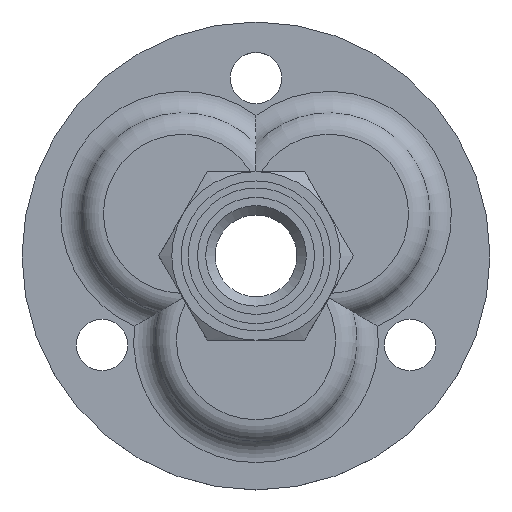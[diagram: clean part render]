
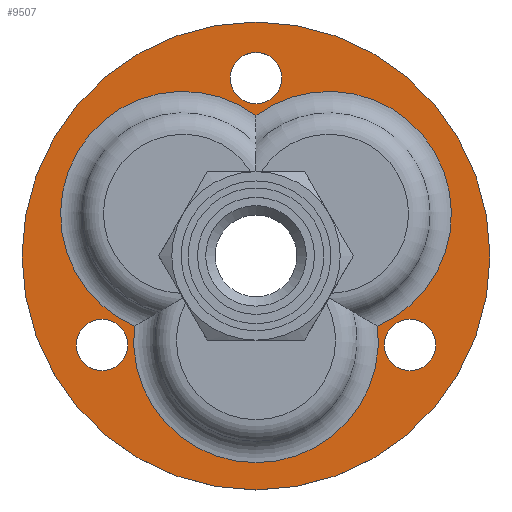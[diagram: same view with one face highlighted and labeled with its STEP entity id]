
A CAD part, top view. The second image highlights one B-rep face of the part: STEP entity #9507.
In plain terms, the highlighted planar face has unit normal (0, 0, 1).
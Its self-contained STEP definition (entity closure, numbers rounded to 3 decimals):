
#171 = AXIS2_PLACEMENT_3D ( 'NONE', #9252, #8119, #9364 ) ;
#339 = VERTEX_POINT ( 'NONE', #3201 ) ;
#798 = EDGE_LOOP ( 'NONE', ( #1354, #9147, #12652 ) ) ;
#971 = CIRCLE ( 'NONE', #13444, 50. ) ;
#1354 = ORIENTED_EDGE ( 'NONE', *, *, #4919, .T. ) ;
#1582 = CARTESIAN_POINT ( 'NONE',  ( 32.909, -19., 5. ) ) ;
#1667 = EDGE_LOOP ( 'NONE', ( #7908 ) ) ;
#1687 = DIRECTION ( 'NONE',  ( 0., 0., -1. ) ) ;
#1768 = AXIS2_PLACEMENT_3D ( 'NONE', #1582, #5210, #11274 ) ;
#1793 = CARTESIAN_POINT ( 'NONE',  ( -15.588, 9., 5. ) ) ;
#1977 = AXIS2_PLACEMENT_3D ( 'NONE', #1793, #1687, #6597 ) ;
#2009 = CARTESIAN_POINT ( 'NONE',  ( 15.588, 9., 5. ) ) ;
#3201 = CARTESIAN_POINT ( 'NONE',  ( 50., 0., 5. ) ) ;
#3281 = AXIS2_PLACEMENT_3D ( 'NONE', #6059, #4706, #13684 ) ;
#3949 = DIRECTION ( 'NONE',  ( 1., 0., 0. ) ) ;
#3959 = CIRCLE ( 'NONE', #1768, 5.5 ) ;
#3972 = CIRCLE ( 'NONE', #171, 5.5 ) ;
#3999 = CARTESIAN_POINT ( 'NONE',  ( -32.909, -19., 5. ) ) ;
#4000 = FACE_BOUND ( 'NONE', #14983, .T. ) ;
#4397 = FACE_BOUND ( 'NONE', #9521, .T. ) ;
#4465 = DIRECTION ( 'NONE',  ( 1., 0., 0. ) ) ;
#4706 = DIRECTION ( 'NONE',  ( 0., 0., 1. ) ) ;
#4919 = EDGE_CURVE ( 'NONE', #15844, #11538, #10799, .T. ) ;
#5210 = DIRECTION ( 'NONE',  ( 0., 0., 1. ) ) ;
#5690 = DIRECTION ( 'NONE',  ( 0., 0., -1. ) ) ;
#5947 = DIRECTION ( 'NONE',  ( 1., 0., 0. ) ) ;
#6015 = ORIENTED_EDGE ( 'NONE', *, *, #11826, .F. ) ;
#6059 = CARTESIAN_POINT ( 'NONE',  ( 0., 0., 5. ) ) ;
#6541 = ORIENTED_EDGE ( 'NONE', *, *, #8682, .F. ) ;
#6597 = DIRECTION ( 'NONE',  ( 1., 0., 0. ) ) ;
#7503 = AXIS2_PLACEMENT_3D ( 'NONE', #2009, #5690, #4465 ) ;
#7642 = FACE_BOUND ( 'NONE', #798, .T. ) ;
#7694 = CARTESIAN_POINT ( 'NONE',  ( -25.993, -15.007, 5. ) ) ;
#7908 = ORIENTED_EDGE ( 'NONE', *, *, #9811, .T. ) ;
#8119 = DIRECTION ( 'NONE',  ( 0., 0., 1. ) ) ;
#8179 = AXIS2_PLACEMENT_3D ( 'NONE', #13283, #14366, #5947 ) ;
#8229 = DIRECTION ( 'NONE',  ( 1., 0., 0. ) ) ;
#8386 = CIRCLE ( 'NONE', #7503, 26.165 ) ;
#8682 = EDGE_CURVE ( 'NONE', #11083, #11083, #9977, .T. ) ;
#9147 = ORIENTED_EDGE ( 'NONE', *, *, #11987, .T. ) ;
#9252 = CARTESIAN_POINT ( 'NONE',  ( 0., 38., 5. ) ) ;
#9309 = CARTESIAN_POINT ( 'NONE',  ( 38.409, -19., 5. ) ) ;
#9364 = DIRECTION ( 'NONE',  ( 1., 0., 0. ) ) ;
#9507 = ADVANCED_FACE ( 'NONE', ( #7642, #4397, #13600, #4000, #14948 ), #10630, .T. ) ;
#9521 = EDGE_LOOP ( 'NONE', ( #11161 ) ) ;
#9739 = VERTEX_POINT ( 'NONE', #14244 ) ;
#9811 = EDGE_CURVE ( 'NONE', #339, #339, #971, .T. ) ;
#9977 = CIRCLE ( 'NONE', #10995, 5.5 ) ;
#10630 = PLANE ( 'NONE',  #3281 ) ;
#10799 = CIRCLE ( 'NONE', #8179, 26.165 ) ;
#10995 = AXIS2_PLACEMENT_3D ( 'NONE', #3999, #15153, #3949 ) ;
#11083 = VERTEX_POINT ( 'NONE', #13107 ) ;
#11161 = ORIENTED_EDGE ( 'NONE', *, *, #15906, .F. ) ;
#11274 = DIRECTION ( 'NONE',  ( 1., 0., 0. ) ) ;
#11538 = VERTEX_POINT ( 'NONE', #7694 ) ;
#11826 = EDGE_CURVE ( 'NONE', #15877, #15877, #3959, .T. ) ;
#11916 = VERTEX_POINT ( 'NONE', #15238 ) ;
#11987 = EDGE_CURVE ( 'NONE', #11538, #11916, #12399, .T. ) ;
#12103 = EDGE_CURVE ( 'NONE', #11916, #15844, #8386, .T. ) ;
#12399 = CIRCLE ( 'NONE', #1977, 26.165 ) ;
#12652 = ORIENTED_EDGE ( 'NONE', *, *, #12103, .T. ) ;
#13058 = EDGE_LOOP ( 'NONE', ( #6015 ) ) ;
#13107 = CARTESIAN_POINT ( 'NONE',  ( -27.409, -19., 5. ) ) ;
#13283 = CARTESIAN_POINT ( 'NONE',  ( 0., -18., 5. ) ) ;
#13444 = AXIS2_PLACEMENT_3D ( 'NONE', #15643, #14358, #8229 ) ;
#13600 = FACE_BOUND ( 'NONE', #13058, .T. ) ;
#13684 = DIRECTION ( 'NONE',  ( 1., 0., 0. ) ) ;
#14244 = CARTESIAN_POINT ( 'NONE',  ( 5.5, 38., 5. ) ) ;
#14358 = DIRECTION ( 'NONE',  ( 0., 0., 1. ) ) ;
#14366 = DIRECTION ( 'NONE',  ( 0., 0., -1. ) ) ;
#14948 = FACE_OUTER_BOUND ( 'NONE', #1667, .T. ) ;
#14983 = EDGE_LOOP ( 'NONE', ( #6541 ) ) ;
#15153 = DIRECTION ( 'NONE',  ( 0., 0., 1. ) ) ;
#15238 = CARTESIAN_POINT ( 'NONE',  ( 0., 30.015, 5. ) ) ;
#15376 = CARTESIAN_POINT ( 'NONE',  ( 25.993, -15.007, 5. ) ) ;
#15643 = CARTESIAN_POINT ( 'NONE',  ( 0., 0., 5. ) ) ;
#15844 = VERTEX_POINT ( 'NONE', #15376 ) ;
#15877 = VERTEX_POINT ( 'NONE', #9309 ) ;
#15906 = EDGE_CURVE ( 'NONE', #9739, #9739, #3972, .T. ) ;
